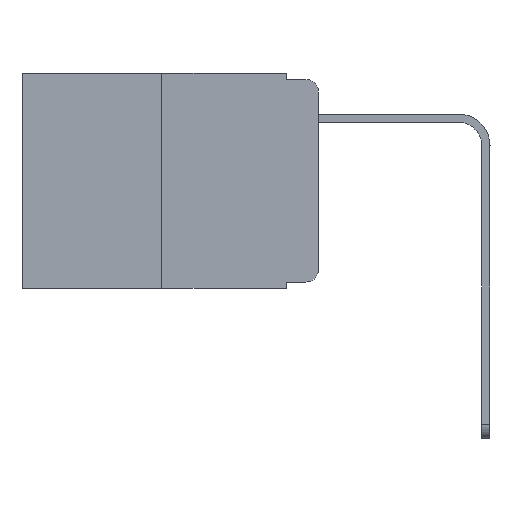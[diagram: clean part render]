
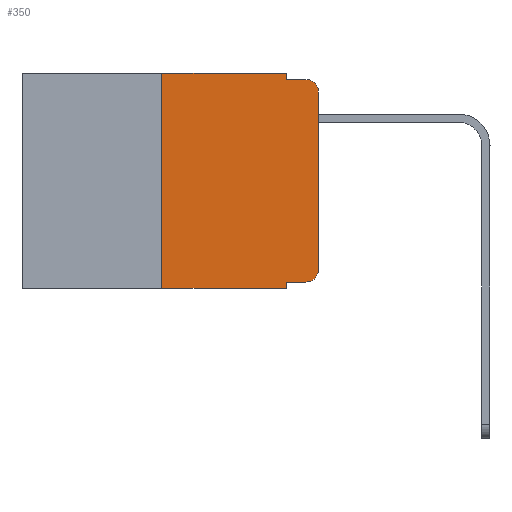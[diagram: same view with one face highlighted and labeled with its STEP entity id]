
A CAD part, left-side view. The second image highlights one B-rep face of the part: STEP entity #350.
In plain terms, the highlighted planar face has unit normal (-1, 0, 0).
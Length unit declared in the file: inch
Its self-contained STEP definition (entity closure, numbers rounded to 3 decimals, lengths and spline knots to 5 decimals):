
#350 = ADVANCED_FACE ( 'NONE', ( #10255 ), #23406, .F. ) ;
#387 = CARTESIAN_POINT ( 'NONE',  ( 0., 0.051, -0.333 ) ) ;
#549 = CARTESIAN_POINT ( 'NONE',  ( 0., 0.02, -0.03 ) ) ;
#710 = VECTOR ( 'NONE', #22365, 39.37008 ) ;
#1060 = DIRECTION ( 'NONE',  ( 0., 0., -1. ) ) ;
#1583 = ORIENTED_EDGE ( 'NONE', *, *, #19462, .T. ) ;
#1885 = CARTESIAN_POINT ( 'NONE',  ( 0., 0.25, 0. ) ) ;
#2515 = VERTEX_POINT ( 'NONE', #23902 ) ;
#2668 = CARTESIAN_POINT ( 'NONE',  ( 0., 0.02, -0.01 ) ) ;
#3331 = CARTESIAN_POINT ( 'NONE',  ( 0., 0.051, -0.343 ) ) ;
#3351 = CARTESIAN_POINT ( 'NONE',  ( 0., 0.473, 0. ) ) ;
#3912 = CARTESIAN_POINT ( 'NONE',  ( 0., 0.473, -0.343 ) ) ;
#4098 = ORIENTED_EDGE ( 'NONE', *, *, #8085, .T. ) ;
#4164 = CIRCLE ( 'NONE', #5962, 0.02 ) ;
#4462 = EDGE_CURVE ( 'NONE', #15742, #24050, #18941, .T. ) ;
#4609 = CARTESIAN_POINT ( 'NONE',  ( 0., 0.051, 0. ) ) ;
#4635 = VERTEX_POINT ( 'NONE', #23408 ) ;
#5234 = LINE ( 'NONE', #387, #16988 ) ;
#5515 = ORIENTED_EDGE ( 'NONE', *, *, #4462, .F. ) ;
#5962 = AXIS2_PLACEMENT_3D ( 'NONE', #22399, #16348, #6055 ) ;
#6055 = DIRECTION ( 'NONE',  ( 0., 0., -1. ) ) ;
#6827 = VECTOR ( 'NONE', #10559, 39.37008 ) ;
#6958 = EDGE_LOOP ( 'NONE', ( #12718, #12724, #5515, #8687, #12290, #12607, #1583, #17298, #17746, #4098 ) ) ;
#7017 = AXIS2_PLACEMENT_3D ( 'NONE', #549, #16422, #22733 ) ;
#8019 = VERTEX_POINT ( 'NONE', #1885 ) ;
#8085 = EDGE_CURVE ( 'NONE', #2515, #4635, #4164, .T. ) ;
#8687 = ORIENTED_EDGE ( 'NONE', *, *, #14001, .F. ) ;
#9491 = VERTEX_POINT ( 'NONE', #12518 ) ;
#9551 = VERTEX_POINT ( 'NONE', #23213 ) ;
#10009 = EDGE_CURVE ( 'NONE', #17143, #24050, #15191, .T. ) ;
#10060 = VECTOR ( 'NONE', #23229, 39.37008 ) ;
#10255 = FACE_OUTER_BOUND ( 'NONE', #6958, .T. ) ;
#10329 = VECTOR ( 'NONE', #13439, 39.37008 ) ;
#10524 = DIRECTION ( 'NONE',  ( 0., 0., -1. ) ) ;
#10559 = DIRECTION ( 'NONE',  ( 0., 0., -1. ) ) ;
#12262 = EDGE_CURVE ( 'NONE', #4635, #17143, #25308, .T. ) ;
#12290 = ORIENTED_EDGE ( 'NONE', *, *, #16239, .F. ) ;
#12518 = CARTESIAN_POINT ( 'NONE',  ( 0., 0.051, -0.333 ) ) ;
#12607 = ORIENTED_EDGE ( 'NONE', *, *, #15936, .F. ) ;
#12718 = ORIENTED_EDGE ( 'NONE', *, *, #12262, .T. ) ;
#12724 = ORIENTED_EDGE ( 'NONE', *, *, #10009, .T. ) ;
#12802 = AXIS2_PLACEMENT_3D ( 'NONE', #3351, #17553, #1060 ) ;
#13199 = VECTOR ( 'NONE', #10524, 39.37008 ) ;
#13390 = DIRECTION ( 'NONE',  ( 0., -1., 0. ) ) ;
#13439 = DIRECTION ( 'NONE',  ( 0., -1., 0. ) ) ;
#14001 = EDGE_CURVE ( 'NONE', #9551, #15742, #26175, .T. ) ;
#15191 = CIRCLE ( 'NONE', #7017, 0.02 ) ;
#15623 = DIRECTION ( 'NONE',  ( 0., -1., 0. ) ) ;
#15742 = VERTEX_POINT ( 'NONE', #19601 ) ;
#15936 = EDGE_CURVE ( 'NONE', #25344, #8019, #24829, .T. ) ;
#16171 = CARTESIAN_POINT ( 'NONE',  ( 0., 0., -0.03 ) ) ;
#16239 = EDGE_CURVE ( 'NONE', #8019, #9551, #25121, .T. ) ;
#16348 = DIRECTION ( 'NONE',  ( -1., 0., 0. ) ) ;
#16422 = DIRECTION ( 'NONE',  ( -1., 0., 0. ) ) ;
#16580 = CARTESIAN_POINT ( 'NONE',  ( 0., 0.25, 0. ) ) ;
#16988 = VECTOR ( 'NONE', #15623, 39.37008 ) ;
#17143 = VERTEX_POINT ( 'NONE', #16171 ) ;
#17298 = ORIENTED_EDGE ( 'NONE', *, *, #24563, .F. ) ;
#17553 = DIRECTION ( 'NONE',  ( 1., 0., 0. ) ) ;
#17746 = ORIENTED_EDGE ( 'NONE', *, *, #18583, .T. ) ;
#18238 = VERTEX_POINT ( 'NONE', #3331 ) ;
#18583 = EDGE_CURVE ( 'NONE', #9491, #2515, #5234, .T. ) ;
#18941 = LINE ( 'NONE', #19787, #24341 ) ;
#19462 = EDGE_CURVE ( 'NONE', #25344, #18238, #21726, .T. ) ;
#19601 = CARTESIAN_POINT ( 'NONE',  ( 0., 0.051, -0.01 ) ) ;
#19787 = CARTESIAN_POINT ( 'NONE',  ( 0., 0.051, -0.01 ) ) ;
#21726 = LINE ( 'NONE', #3912, #10329 ) ;
#21936 = VECTOR ( 'NONE', #13390, 39.37008 ) ;
#22365 = DIRECTION ( 'NONE',  ( 0., 0., 1. ) ) ;
#22399 = CARTESIAN_POINT ( 'NONE',  ( 0., 0.02, -0.313 ) ) ;
#22733 = DIRECTION ( 'NONE',  ( 0., 0., -1. ) ) ;
#23213 = CARTESIAN_POINT ( 'NONE',  ( 0., 0.051, 0. ) ) ;
#23229 = DIRECTION ( 'NONE',  ( 0., 0., 1. ) ) ;
#23399 = CARTESIAN_POINT ( 'NONE',  ( 0., 0., 0. ) ) ;
#23406 = PLANE ( 'NONE',  #12802 ) ;
#23408 = CARTESIAN_POINT ( 'NONE',  ( 0., 0., -0.313 ) ) ;
#23902 = CARTESIAN_POINT ( 'NONE',  ( 0., 0.02, -0.333 ) ) ;
#24044 = DIRECTION ( 'NONE',  ( 0., -1., 0. ) ) ;
#24050 = VERTEX_POINT ( 'NONE', #2668 ) ;
#24299 = LINE ( 'NONE', #4609, #6827 ) ;
#24341 = VECTOR ( 'NONE', #24044, 39.37008 ) ;
#24535 = CARTESIAN_POINT ( 'NONE',  ( 0., 0.051, 0. ) ) ;
#24563 = EDGE_CURVE ( 'NONE', #9491, #18238, #24299, .T. ) ;
#24829 = LINE ( 'NONE', #16580, #710 ) ;
#25121 = LINE ( 'NONE', #25176, #21936 ) ;
#25176 = CARTESIAN_POINT ( 'NONE',  ( 0., 0.473, 0. ) ) ;
#25308 = LINE ( 'NONE', #23399, #10060 ) ;
#25344 = VERTEX_POINT ( 'NONE', #25642 ) ;
#25642 = CARTESIAN_POINT ( 'NONE',  ( 0., 0.25, -0.343 ) ) ;
#26175 = LINE ( 'NONE', #24535, #13199 ) ;
